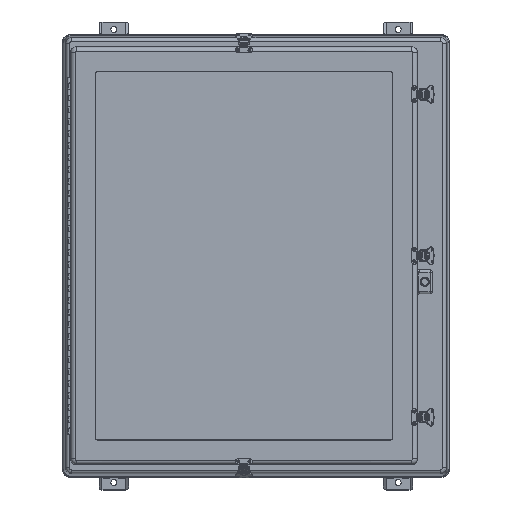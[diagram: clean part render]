
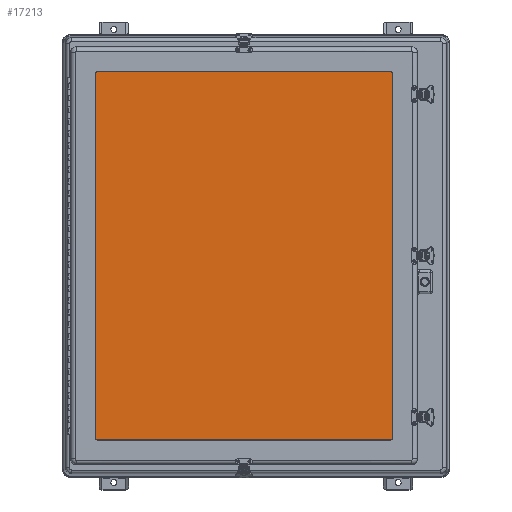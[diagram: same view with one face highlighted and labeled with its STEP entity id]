
A CAD part, top view. The second image highlights one B-rep face of the part: STEP entity #17213.
In plain terms, the highlighted planar face has unit normal (0, 0, 1).
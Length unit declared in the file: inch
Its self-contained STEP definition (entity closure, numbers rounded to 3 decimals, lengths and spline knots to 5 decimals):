
#467 = CIRCLE ( 'NONE', #26215, 0.23 ) ;
#2453 = EDGE_CURVE ( 'NONE', #101219, #45429, #89401, .T. ) ;
#3349 = CARTESIAN_POINT ( 'NONE',  ( -13.49609, 15.25, 12.69187 ) ) ;
#3722 = AXIS2_PLACEMENT_3D ( 'NONE', #8735, #26943, #43199 ) ;
#5394 = CARTESIAN_POINT ( 'NONE',  ( 11.23391, -15.48, 12.69187 ) ) ;
#6232 = CARTESIAN_POINT ( 'NONE',  ( 11.23391, -15.48, 12.69187 ) ) ;
#8177 = DIRECTION ( 'NONE',  ( 0., 1., 0. ) ) ;
#8735 = CARTESIAN_POINT ( 'NONE',  ( -13.26609, -15.25, 12.69187 ) ) ;
#13421 = DIRECTION ( 'NONE',  ( 0., 1., 0. ) ) ;
#14506 = VERTEX_POINT ( 'NONE', #56934 ) ;
#15085 = VERTEX_POINT ( 'NONE', #5394 ) ;
#17213 = ADVANCED_FACE ( 'NONE', ( #107158 ), #95810, .T. ) ;
#17834 = EDGE_CURVE ( 'NONE', #61636, #36290, #109524, .T. ) ;
#20030 = ORIENTED_EDGE ( 'NONE', *, *, #41226, .F. ) ;
#20406 = EDGE_CURVE ( 'NONE', #15085, #101219, #99201, .T. ) ;
#25286 = LINE ( 'NONE', #59111, #39791 ) ;
#26215 = AXIS2_PLACEMENT_3D ( 'NONE', #85299, #85686, #60866 ) ;
#26943 = DIRECTION ( 'NONE',  ( 0., 0., -1. ) ) ;
#27850 = LINE ( 'NONE', #83932, #107132 ) ;
#28501 = DIRECTION ( 'NONE',  ( 0., 1., 0. ) ) ;
#31135 = EDGE_CURVE ( 'NONE', #14506, #36924, #53275, .T. ) ;
#31417 = AXIS2_PLACEMENT_3D ( 'NONE', #109540, #58894, #8177 ) ;
#32260 = CARTESIAN_POINT ( 'NONE',  ( 11.46391, -15.25, 12.69187 ) ) ;
#36290 = VERTEX_POINT ( 'NONE', #36523 ) ;
#36523 = CARTESIAN_POINT ( 'NONE',  ( -13.26609, 15.48, 12.69187 ) ) ;
#36924 = VERTEX_POINT ( 'NONE', #32260 ) ;
#39132 = CARTESIAN_POINT ( 'NONE',  ( -13.26609, -15.48, 12.69187 ) ) ;
#39791 = VECTOR ( 'NONE', #49151, 39.37008 ) ;
#40089 = CIRCLE ( 'NONE', #31417, 0.23 ) ;
#41226 = EDGE_CURVE ( 'NONE', #54504, #14506, #40089, .T. ) ;
#43199 = DIRECTION ( 'NONE',  ( 0., 1., 0. ) ) ;
#44387 = CARTESIAN_POINT ( 'NONE',  ( -1.01609, 0., 12.69187 ) ) ;
#45429 = VERTEX_POINT ( 'NONE', #72644 ) ;
#46810 = CARTESIAN_POINT ( 'NONE',  ( -13.26609, 15.25, 12.69187 ) ) ;
#49151 = DIRECTION ( 'NONE',  ( 0., 1., 0. ) ) ;
#52328 = ORIENTED_EDGE ( 'NONE', *, *, #17834, .F. ) ;
#53275 = LINE ( 'NONE', #65525, #104772 ) ;
#54504 = VERTEX_POINT ( 'NONE', #97678 ) ;
#56934 = CARTESIAN_POINT ( 'NONE',  ( 11.46391, 15.25, 12.69187 ) ) ;
#58158 = AXIS2_PLACEMENT_3D ( 'NONE', #46810, #105896, #13421 ) ;
#58894 = DIRECTION ( 'NONE',  ( 0., 0., -1. ) ) ;
#59111 = CARTESIAN_POINT ( 'NONE',  ( -13.49609, -15.25, 12.69187 ) ) ;
#59649 = ORIENTED_EDGE ( 'NONE', *, *, #89710, .F. ) ;
#60866 = DIRECTION ( 'NONE',  ( 0., 1., 0. ) ) ;
#61636 = VERTEX_POINT ( 'NONE', #3349 ) ;
#65482 = DIRECTION ( 'NONE',  ( -1., 0., 0. ) ) ;
#65525 = CARTESIAN_POINT ( 'NONE',  ( 11.46391, 15.25, 12.69187 ) ) ;
#72644 = CARTESIAN_POINT ( 'NONE',  ( -13.49609, -15.25, 12.69187 ) ) ;
#73992 = VECTOR ( 'NONE', #65482, 39.37008 ) ;
#75405 = DIRECTION ( 'NONE',  ( 1., 0., 0. ) ) ;
#78419 = EDGE_CURVE ( 'NONE', #45429, #61636, #25286, .T. ) ;
#78459 = EDGE_CURVE ( 'NONE', #36290, #54504, #27850, .T. ) ;
#83279 = ORIENTED_EDGE ( 'NONE', *, *, #31135, .F. ) ;
#83932 = CARTESIAN_POINT ( 'NONE',  ( -13.26609, 15.48, 12.69187 ) ) ;
#85299 = CARTESIAN_POINT ( 'NONE',  ( 11.23391, -15.25, 12.69187 ) ) ;
#85416 = ORIENTED_EDGE ( 'NONE', *, *, #78419, .F. ) ;
#85686 = DIRECTION ( 'NONE',  ( 0., 0., -1. ) ) ;
#86783 = ORIENTED_EDGE ( 'NONE', *, *, #78459, .F. ) ;
#88008 = DIRECTION ( 'NONE',  ( 0., 0., 1. ) ) ;
#89401 = CIRCLE ( 'NONE', #3722, 0.23 ) ;
#89710 = EDGE_CURVE ( 'NONE', #36924, #15085, #467, .T. ) ;
#91409 = DIRECTION ( 'NONE',  ( 0., -1., 0. ) ) ;
#92700 = EDGE_LOOP ( 'NONE', ( #86783, #52328, #85416, #98636, #109780, #59649, #83279, #20030 ) ) ;
#95810 = PLANE ( 'NONE',  #100645 ) ;
#97678 = CARTESIAN_POINT ( 'NONE',  ( 11.23391, 15.48, 12.69187 ) ) ;
#98636 = ORIENTED_EDGE ( 'NONE', *, *, #2453, .F. ) ;
#99201 = LINE ( 'NONE', #6232, #73992 ) ;
#100645 = AXIS2_PLACEMENT_3D ( 'NONE', #44387, #88008, #28501 ) ;
#101219 = VERTEX_POINT ( 'NONE', #39132 ) ;
#104772 = VECTOR ( 'NONE', #91409, 39.37008 ) ;
#105896 = DIRECTION ( 'NONE',  ( 0., 0., -1. ) ) ;
#107132 = VECTOR ( 'NONE', #75405, 39.37008 ) ;
#107158 = FACE_OUTER_BOUND ( 'NONE', #92700, .T. ) ;
#109524 = CIRCLE ( 'NONE', #58158, 0.23 ) ;
#109540 = CARTESIAN_POINT ( 'NONE',  ( 11.23391, 15.25, 12.69187 ) ) ;
#109780 = ORIENTED_EDGE ( 'NONE', *, *, #20406, .F. ) ;
